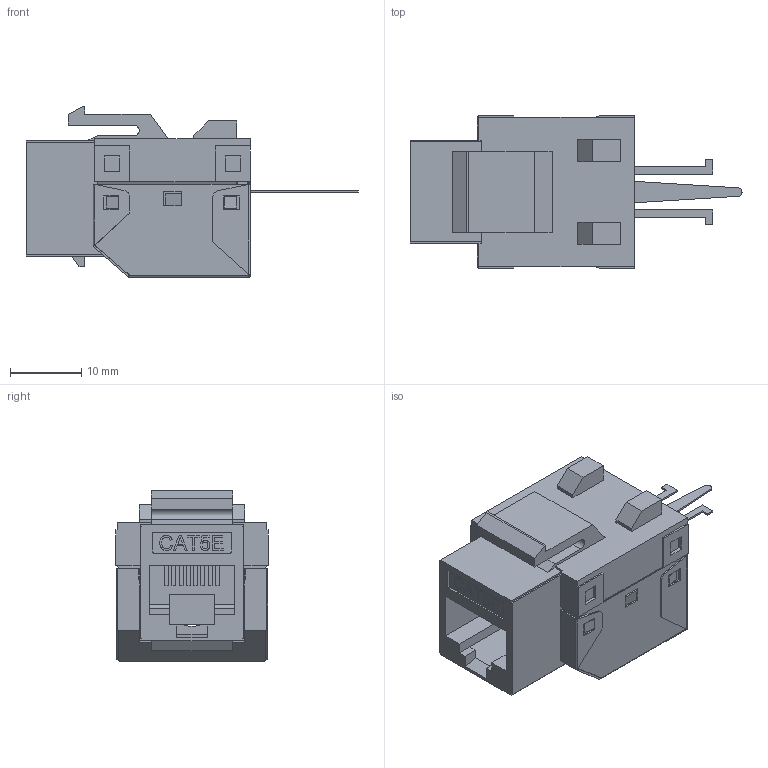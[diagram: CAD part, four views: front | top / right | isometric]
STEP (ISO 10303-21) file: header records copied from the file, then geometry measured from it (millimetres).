
FILE_DESCRIPTION (( 'STEP AP214' ), '1' );
FILE_NAME ('810100703349_3D.STEP', '2022-07-12T16:57:19', ( '' ), ( '' ), 'SwSTEP 2.0', 'SolidWorks 2021', '' );
FILE_SCHEMA (( 'AUTOMOTIVE_DESIGN' ));
Length unit declared in the file: inch
Products named in the file (7): 810100703349_2; 810100703349_3; 810100703349_3D; 810100703349_1; 2157______.STEP; 2005 ______.STEP; 2157.STEP
Assembly tree (6 placements, depth 3):
  810100703349_3D
    810100703349_1
      2157.STEP
    810100703349_2
      2005 ______.STEP
    810100703349_3
      2157______.STEP
Bounding box: 46.46 x 21.4 x 23.9 mm (x, y, z)
Volume: 8008 mm3; surface area: 9665.4 mm2
Topology: 4 solids, 7 shells, 702 faces, 1936 edges, 1275 vertices
Faces by surface type: plane 585, cylinder 96, bspline 21
Entity records: 31758 total; most frequent: CARTESIAN_POINT 5439, ORIENTED_EDGE 3872, DIRECTION 3377, EDGE_CURVE 1936, VECTOR 1699, LINE 1699, VERTEX_POINT 1275, AXIS2_PLACEMENT_3D 839
